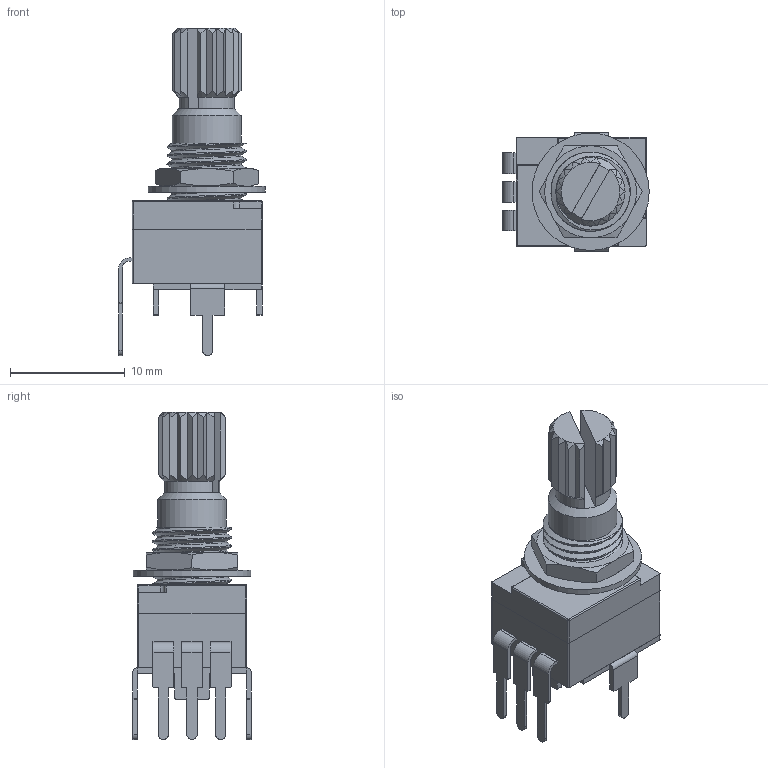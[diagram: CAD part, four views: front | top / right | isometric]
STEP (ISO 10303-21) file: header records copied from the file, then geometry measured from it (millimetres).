
FILE_DESCRIPTION(/* description */ ('STEP AP242','CAx-IF Rec.Pracs.---Representation and Presentation of Product Manufacturing Information (PMI)---4.0---2014-10-13','CAx-IF Rec.Pracs.---3D Tessellated Geometry---0.4---2014-09-14','2;1'),/* implementation_level */ '2;1');
FILE_NAME(/* name */ '63b58b2c5d6009010c87d7f6',/* time_stamp */ '2023-01-04T14:20:29+00:00',/* author */ (''),/* organization */ (''),/* preprocessor_version */ 'ST-DEVELOPER v18.102',/* originating_system */ ' ',/* authorisation */ ' ');
FILE_SCHEMA (('AP242_MANAGED_MODEL_BASED_3D_ENGINEERING_MIM_LF { 1 0 10303 442 1 1 4 }'));
Length unit declared in the file: metre
Products named in the file (11): Assembly 1; RD901F v18; Document
Assembly tree (10 placements, depth 2):
  Assembly 1
    RD901F v18
    RD901F v18
    RD901F v18
    Document
    Document
    RD901F v18
    RD901F v18
    RD901F v18
    RD901F v18
    RD901F v18
Bounding box: 12.76 x 10.3 x 28.5 mm (x, y, z)
Volume: 1276.6 mm3; surface area: 1904.5 mm2
Topology: 10 solids, 10 shells, 280 faces, 714 edges, 456 vertices
Faces by surface type: plane 155, cylinder 80, cone 33, sphere 6, bspline 4, torus 2
Full cylindrical faces by diameter (mm): 6 x1, 10.211 x1
Entity records: 10964 total; most frequent: CARTESIAN_POINT 4037, ORIENTED_EDGE 1412, DIRECTION 1365, EDGE_CURVE 706, AXIS2_PLACEMENT_3D 485, VERTEX_POINT 453, LINE 395, VECTOR 395
